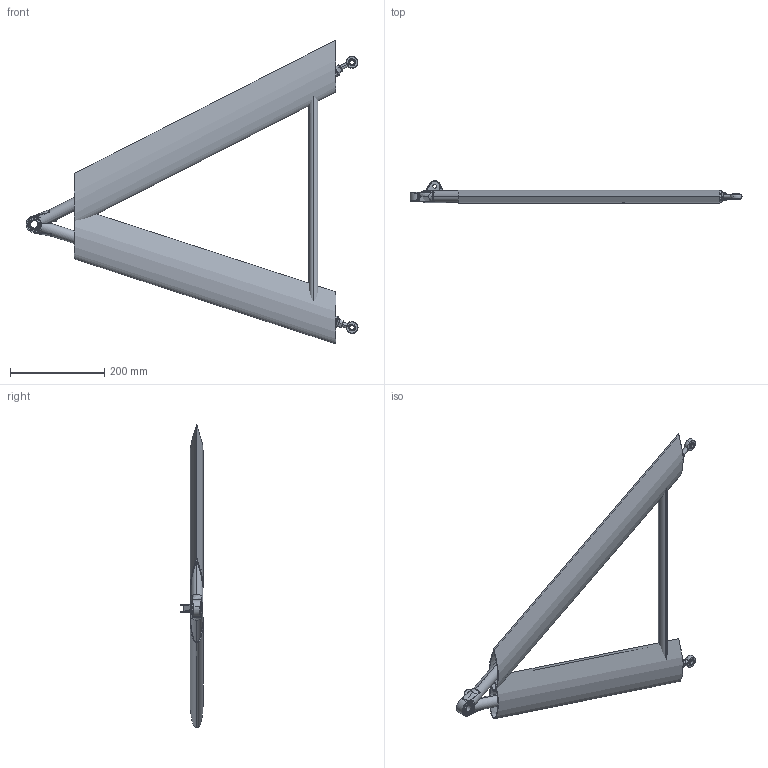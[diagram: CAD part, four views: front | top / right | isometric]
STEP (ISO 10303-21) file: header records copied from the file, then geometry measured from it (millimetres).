
FILE_DESCRIPTION (( 'STEP AP214' ), '1' );
FILE_NAME ('ControlArmLFLower.STEP', '2019-01-26T00:15:59', ( 'pattaya2u' ), ( 'Microsoft' ), 'SwSTEP 2.0', 'SolidWorks 2018', '' );
FILE_SCHEMA (( 'AUTOMOTIVE_DESIGN' ));
Length unit declared in the file: metre
Products named in the file (11): ControlArmEnd375-24L; SphericalBeaingRace625; RodEndRace375; RodEndBall375; RodEnd375-24L; BearingSpherical625; ControlArmLFLower; SphericalBearingBall625; Basic Internal Retaining Ring_am_B27.7M - 3BM1-30; ControlArmLFL_Default<As Machined>; Hex Nut_AI_HNUT 0.3750-24-D-N
Assembly tree (13 placements, depth 3):
  ControlArmLFLower
    ControlArmLFL_Default<As Machined>
    ControlArmEnd375-24L  x2
    Hex Nut_AI_HNUT 0.3750-24-D-N  x2
    BearingSpherical625
      SphericalBearingBall625
      SphericalBeaingRace625
    RodEnd375-24L  x2
      RodEndBall375
      RodEndRace375
    Basic Internal Retaining Ring_am_B27.7M - 3BM1-30
Bounding box: 705.62 x 47.69 x 645.23 mm (x, y, z)
Volume: 584521.3 mm3; surface area: 797926.3 mm2
Topology: 19 solids, 19 shells, 327 faces, 805 edges, 496 vertices
Faces by surface type: cylinder 119, plane 76, bspline 62, cone 44, sphere 18, torus 8
Entity records: 13596 total; most frequent: CARTESIAN_POINT 6595, ORIENTED_EDGE 1278, DIRECTION 1101, EDGE_CURVE 639, AXIS2_PLACEMENT_3D 462, VERTEX_POINT 398, EDGE_LOOP 301, ADVANCED_FACE 270
